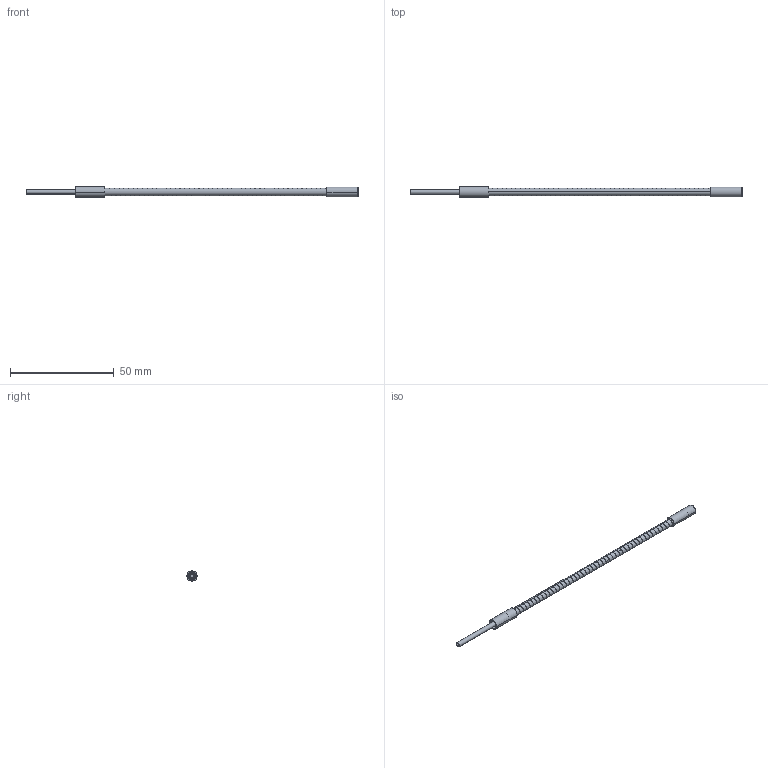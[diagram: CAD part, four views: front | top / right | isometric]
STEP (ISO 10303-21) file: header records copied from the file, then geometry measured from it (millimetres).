
FILE_DESCRIPTION((''),'2;1');
FILE_NAME('210947_ASM','2019-03-06T11:12:17',('pdmadmin'),('BANNER ENGINEERING'),'CREO PARAMETRIC BY PTC INC, 2018300','CREO PARAMETRIC BY PTC INC, 2018300','');
FILE_SCHEMA(('CONFIG_CONTROL_DESIGN'));
Length unit declared in the file: inch
Products named in the file (6): 110534; 39681; 35315; 210333; 807438_ASM; 210947_ASM
Assembly tree (6 placements, depth 3):
  210947_ASM
    807438_ASM
      110534
      39681  x2
      35315
      210333
Bounding box: 159.89 x 5.08 x 5.08 mm (x, y, z)
Volume: 804.5 mm3; surface area: 6311.5 mm2
Topology: 6 solids, 6 shells, 108 faces, 216 edges, 120 vertices
Faces by surface type: bspline 60, cylinder 26, plane 12, cone 8, torus 2
Entity records: 14979 total; most frequent: CARTESIAN_POINT 12981, ORIENTED_EDGE 408, DIRECTION 308, EDGE_CURVE 204, VERTEX_POINT 112, EDGE_LOOP 110, AXIS2_PLACEMENT_3D 109, FACE_OUTER_BOUND 102
